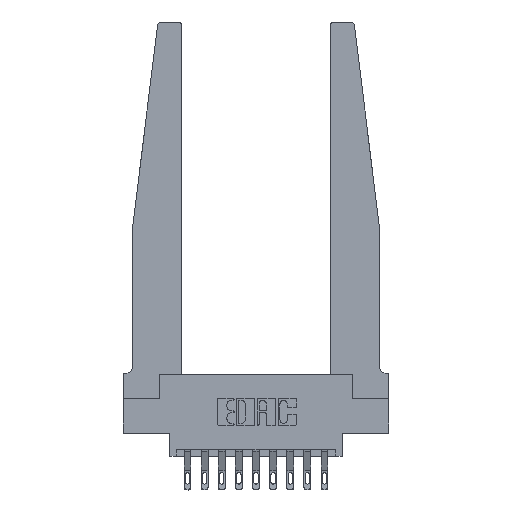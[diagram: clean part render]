
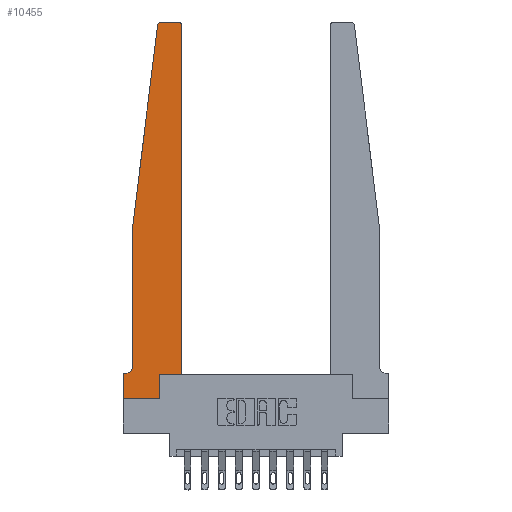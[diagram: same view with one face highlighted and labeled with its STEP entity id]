
A CAD part, top view. The second image highlights one B-rep face of the part: STEP entity #10455.
In plain terms, the highlighted planar face has unit normal (0, 0, 1).
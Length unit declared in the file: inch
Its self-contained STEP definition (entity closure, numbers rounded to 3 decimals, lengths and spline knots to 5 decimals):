
#128 = VECTOR ( 'NONE', #11440, 39.37008 ) ;
#417 = VERTEX_POINT ( 'NONE', #9302 ) ;
#571 = CARTESIAN_POINT ( 'NONE',  ( 0., 0.1875, 0.37 ) ) ;
#952 = VERTEX_POINT ( 'NONE', #7573 ) ;
#990 = ORIENTED_EDGE ( 'NONE', *, *, #11972, .T. ) ;
#1116 = ORIENTED_EDGE ( 'NONE', *, *, #1531, .T. ) ;
#1287 = EDGE_CURVE ( 'NONE', #9151, #9278, #14154, .T. ) ;
#1486 = CARTESIAN_POINT ( 'NONE',  ( 0.425, 0.18, 0.37 ) ) ;
#1531 = EDGE_CURVE ( 'NONE', #417, #2499, #14694, .T. ) ;
#1707 = CARTESIAN_POINT ( 'NONE',  ( 0.015, 0.2375, 0.37 ) ) ;
#1824 = LINE ( 'NONE', #13450, #2589 ) ;
#2375 = CARTESIAN_POINT ( 'NONE',  ( 0.065, 1.25, 0.37 ) ) ;
#2499 = VERTEX_POINT ( 'NONE', #571 ) ;
#2589 = VECTOR ( 'NONE', #2770, 39.37008 ) ;
#2770 = DIRECTION ( 'NONE',  ( 0., -1., 0. ) ) ;
#2878 = VERTEX_POINT ( 'NONE', #12101 ) ;
#2929 = DIRECTION ( 'NONE',  ( -1., 0., 0. ) ) ;
#3012 = VERTEX_POINT ( 'NONE', #9952 ) ;
#3084 = CARTESIAN_POINT ( 'NONE',  ( 0., 0., 0.37 ) ) ;
#3154 = DIRECTION ( 'NONE',  ( 1., 0., 0. ) ) ;
#3176 = LINE ( 'NONE', #10501, #12307 ) ;
#3230 = EDGE_LOOP ( 'NONE', ( #12425, #9856, #4733, #12293, #15314, #1116, #9576, #5709, #14275, #13269, #9702, #990 ) ) ;
#3597 = EDGE_CURVE ( 'NONE', #11990, #9144, #7614, .T. ) ;
#3716 = AXIS2_PLACEMENT_3D ( 'NONE', #4983, #13245, #6200 ) ;
#3721 = CARTESIAN_POINT ( 'NONE',  ( 0.27653, 2.75, 0.37 ) ) ;
#4262 = CARTESIAN_POINT ( 'NONE',  ( 0.065, 1.25, 0.37 ) ) ;
#4320 = CARTESIAN_POINT ( 'NONE',  ( 0., 0.1875, 0.37 ) ) ;
#4425 = VECTOR ( 'NONE', #14905, 39.37008 ) ;
#4733 = ORIENTED_EDGE ( 'NONE', *, *, #5773, .T. ) ;
#4743 = DIRECTION ( 'NONE',  ( -0.122, -0.992, 0. ) ) ;
#4821 = DIRECTION ( 'NONE',  ( 0., 1., 0. ) ) ;
#4983 = CARTESIAN_POINT ( 'NONE',  ( 0.395, 2.72, 0.37 ) ) ;
#5116 = CARTESIAN_POINT ( 'NONE',  ( 0.425, 0.18, 0.37 ) ) ;
#5463 = EDGE_CURVE ( 'NONE', #3012, #6027, #9426, .T. ) ;
#5573 = DIRECTION ( 'NONE',  ( 0., 0., 1. ) ) ;
#5709 = ORIENTED_EDGE ( 'NONE', *, *, #5463, .T. ) ;
#5773 = EDGE_CURVE ( 'NONE', #14962, #9151, #6077, .T. ) ;
#5800 = EDGE_CURVE ( 'NONE', #2878, #8666, #11961, .T. ) ;
#6027 = VERTEX_POINT ( 'NONE', #6699 ) ;
#6077 = LINE ( 'NONE', #2375, #15152 ) ;
#6134 = CARTESIAN_POINT ( 'NONE',  ( 0.065, 0.1875, 0.37 ) ) ;
#6181 = CARTESIAN_POINT ( 'NONE',  ( 0.065, 1.25, 0.37 ) ) ;
#6200 = DIRECTION ( 'NONE',  ( 1., 0., 0. ) ) ;
#6336 = DIRECTION ( 'NONE',  ( 1., 0., 0. ) ) ;
#6699 = CARTESIAN_POINT ( 'NONE',  ( 0.2605, 0., 0.37 ) ) ;
#7371 = CARTESIAN_POINT ( 'NONE',  ( 0.395, 2.75, 0.37 ) ) ;
#7513 = CARTESIAN_POINT ( 'NONE',  ( 0.065, 0.2375, 0.37 ) ) ;
#7573 = CARTESIAN_POINT ( 'NONE',  ( 0.425, 2.72, 0.37 ) ) ;
#7614 = LINE ( 'NONE', #7829, #4425 ) ;
#7785 = AXIS2_PLACEMENT_3D ( 'NONE', #1707, #10113, #2929 ) ;
#7788 = VECTOR ( 'NONE', #4821, 39.37008 ) ;
#7829 = CARTESIAN_POINT ( 'NONE',  ( 0.25, 2.75, 0.37 ) ) ;
#8470 = VECTOR ( 'NONE', #6336, 39.37008 ) ;
#8479 = FACE_OUTER_BOUND ( 'NONE', #3230, .T. ) ;
#8666 = VERTEX_POINT ( 'NONE', #1486 ) ;
#9144 = VERTEX_POINT ( 'NONE', #3721 ) ;
#9151 = VERTEX_POINT ( 'NONE', #6181 ) ;
#9278 = VERTEX_POINT ( 'NONE', #7513 ) ;
#9302 = CARTESIAN_POINT ( 'NONE',  ( 0.015, 0.1875, 0.37 ) ) ;
#9375 = CIRCLE ( 'NONE', #3716, 0.03 ) ;
#9426 = LINE ( 'NONE', #3084, #128 ) ;
#9576 = ORIENTED_EDGE ( 'NONE', *, *, #12062, .T. ) ;
#9702 = ORIENTED_EDGE ( 'NONE', *, *, #11733, .T. ) ;
#9856 = ORIENTED_EDGE ( 'NONE', *, *, #14559, .T. ) ;
#9952 = CARTESIAN_POINT ( 'NONE',  ( 0., 0., 0.37 ) ) ;
#10113 = DIRECTION ( 'NONE',  ( 0., 0., -1. ) ) ;
#10324 = DIRECTION ( 'NONE',  ( 0., 0., 1. ) ) ;
#10455 = ADVANCED_FACE ( 'NONE', ( #8479 ), #15033, .T. ) ;
#10501 = CARTESIAN_POINT ( 'NONE',  ( 0.425, 0.18, 0.37 ) ) ;
#10818 = AXIS2_PLACEMENT_3D ( 'NONE', #4320, #10324, #3154 ) ;
#10917 = LINE ( 'NONE', #14299, #7788 ) ;
#10996 = VECTOR ( 'NONE', #14978, 39.37008 ) ;
#11255 = CARTESIAN_POINT ( 'NONE',  ( 0.24675, 2.72367, 0.37 ) ) ;
#11440 = DIRECTION ( 'NONE',  ( 1., 0., 0. ) ) ;
#11468 = CIRCLE ( 'NONE', #7785, 0.05 ) ;
#11547 = VECTOR ( 'NONE', #11983, 39.37008 ) ;
#11657 = DIRECTION ( 'NONE',  ( 0., 1., 0. ) ) ;
#11733 = EDGE_CURVE ( 'NONE', #8666, #952, #3176, .T. ) ;
#11961 = LINE ( 'NONE', #5116, #8470 ) ;
#11972 = EDGE_CURVE ( 'NONE', #952, #11990, #9375, .T. ) ;
#11983 = DIRECTION ( 'NONE',  ( -1., 0., 0. ) ) ;
#11990 = VERTEX_POINT ( 'NONE', #7371 ) ;
#12062 = EDGE_CURVE ( 'NONE', #2499, #3012, #1824, .T. ) ;
#12101 = CARTESIAN_POINT ( 'NONE',  ( 0.2605, 0.18, 0.37 ) ) ;
#12293 = ORIENTED_EDGE ( 'NONE', *, *, #1287, .T. ) ;
#12307 = VECTOR ( 'NONE', #11657, 39.37008 ) ;
#12425 = ORIENTED_EDGE ( 'NONE', *, *, #3597, .T. ) ;
#12620 = CARTESIAN_POINT ( 'NONE',  ( 0.27653, 2.72, 0.37 ) ) ;
#13245 = DIRECTION ( 'NONE',  ( 0., 0., 1. ) ) ;
#13269 = ORIENTED_EDGE ( 'NONE', *, *, #5800, .T. ) ;
#13450 = CARTESIAN_POINT ( 'NONE',  ( 0., 0., 0.37 ) ) ;
#13480 = CIRCLE ( 'NONE', #14118, 0.03 ) ;
#13828 = DIRECTION ( 'NONE',  ( 1., 0., 0. ) ) ;
#14118 = AXIS2_PLACEMENT_3D ( 'NONE', #12620, #5573, #13828 ) ;
#14154 = LINE ( 'NONE', #4262, #10996 ) ;
#14264 = EDGE_CURVE ( 'NONE', #6027, #2878, #10917, .T. ) ;
#14275 = ORIENTED_EDGE ( 'NONE', *, *, #14264, .T. ) ;
#14299 = CARTESIAN_POINT ( 'NONE',  ( 0.2605, 0.18, 0.37 ) ) ;
#14459 = EDGE_CURVE ( 'NONE', #9278, #417, #11468, .T. ) ;
#14559 = EDGE_CURVE ( 'NONE', #9144, #14962, #13480, .T. ) ;
#14694 = LINE ( 'NONE', #6134, #11547 ) ;
#14905 = DIRECTION ( 'NONE',  ( -1., 0., 0. ) ) ;
#14962 = VERTEX_POINT ( 'NONE', #11255 ) ;
#14978 = DIRECTION ( 'NONE',  ( 0., -1., 0. ) ) ;
#15033 = PLANE ( 'NONE',  #10818 ) ;
#15152 = VECTOR ( 'NONE', #4743, 39.37008 ) ;
#15314 = ORIENTED_EDGE ( 'NONE', *, *, #14459, .T. ) ;
